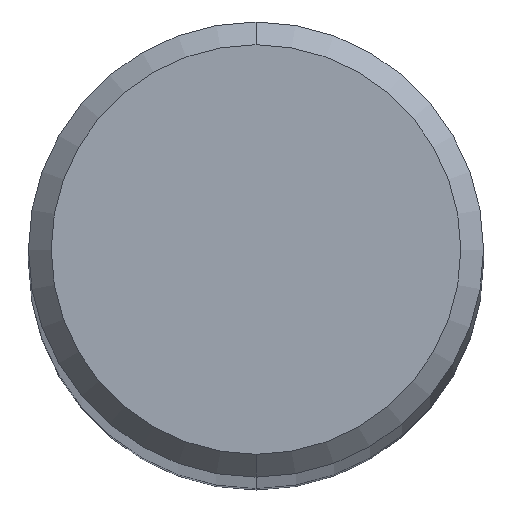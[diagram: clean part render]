
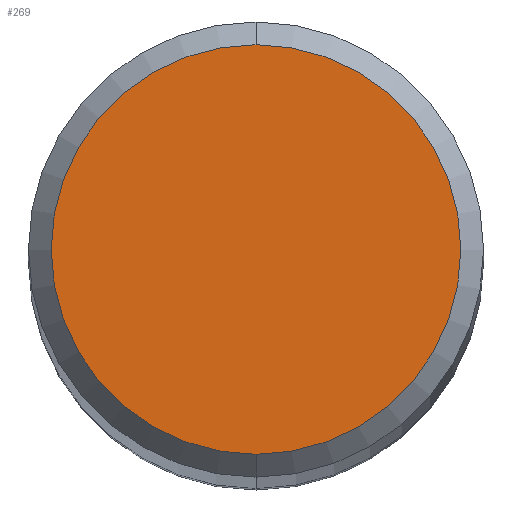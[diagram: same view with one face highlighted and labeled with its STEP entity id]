
A CAD part, top view. The second image highlights one B-rep face of the part: STEP entity #269.
In plain terms, the highlighted planar face has unit normal (0, 0, 1).
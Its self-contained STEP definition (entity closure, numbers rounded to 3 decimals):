
#179=EDGE_CURVE('',#347,#341,#448,.T.);
#253=EDGE_CURVE('',#341,#347,#531,.T.);
#269=ADVANCED_FACE('',(#547),#548,.T.);
#341=VERTEX_POINT('',#627);
#347=VERTEX_POINT('',#634);
#448=CIRCLE('',#772,3.6);
#531=CIRCLE('',#918,3.6);
#547=FACE_OUTER_BOUND('',#953,.T.);
#548=PLANE('',#954);
#627=CARTESIAN_POINT('',(0.,-3.6,0.0));
#634=CARTESIAN_POINT('',(0.0,3.6,0.0));
#772=AXIS2_PLACEMENT_3D('',#1315,#1316,#1317);
#918=AXIS2_PLACEMENT_3D('',#1426,#1427,#1428);
#953=EDGE_LOOP('',(#1435,#1436));
#954=AXIS2_PLACEMENT_3D('',#1437,#1438,#1439);
#1315=CARTESIAN_POINT('',(0.0,0.0,0.0));
#1316=DIRECTION('',(0.0,0.0,-1.0));
#1317=DIRECTION('',(0.0,1.0,0.0));
#1426=CARTESIAN_POINT('',(0.0,0.0,0.0));
#1427=DIRECTION('',(0.0,0.0,-1.0));
#1428=DIRECTION('',(0.0,1.0,0.0));
#1435=ORIENTED_EDGE('',*,*,#179,.F.);
#1436=ORIENTED_EDGE('',*,*,#253,.F.);
#1437=CARTESIAN_POINT('',(0.0,1.8,0.0));
#1438=DIRECTION('',(-0.0,0.0,1.0));
#1439=DIRECTION('',(0.0,-1.0,0.0));
